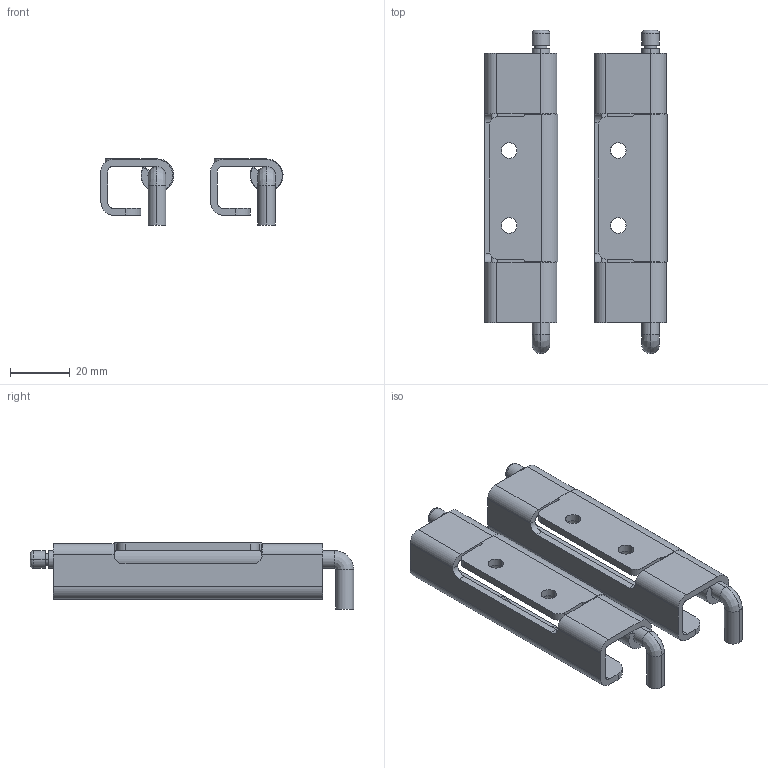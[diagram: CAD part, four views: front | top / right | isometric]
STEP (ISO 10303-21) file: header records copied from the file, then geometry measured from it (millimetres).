
FILE_DESCRIPTION(/* description */ (''),/* implementation_level */ '2;1');
FILE_NAME(/* name */ 'JL283-4',/* time_stamp */ '2026-01-30T14:46:09+08:00',/* author */ (''),/* organization */ (''),/* preprocessor_version */ 'ST-DEVELOPER v19.2',/* originating_system */ 'Rhino 8.5',/* authorisation */ '');
FILE_SCHEMA (('CONFIG_CONTROL_DESIGN'));
Length unit declared in the file: millimetre
Products named in the file (1): Document
Bounding box: 60.82 x 108 x 22.05 mm (x, y, z)
Volume: 32741.2 mm3; surface area: 29758.2 mm2
Topology: 6 solids, 6 shells, 162 faces, 420 edges, 272 vertices
Faces by surface type: cylinder 82, plane 68, bspline 12
Entity records: 5583 total; most frequent: CARTESIAN_POINT 1981, ORIENTED_EDGE 832, DIRECTION 488, EDGE_CURVE 416, AXIS2_PLACEMENT_3D 319, VERTEX_POINT 268, EDGE_LOOP 180, B_SPLINE_CURVE_WITH_KNOTS 178
